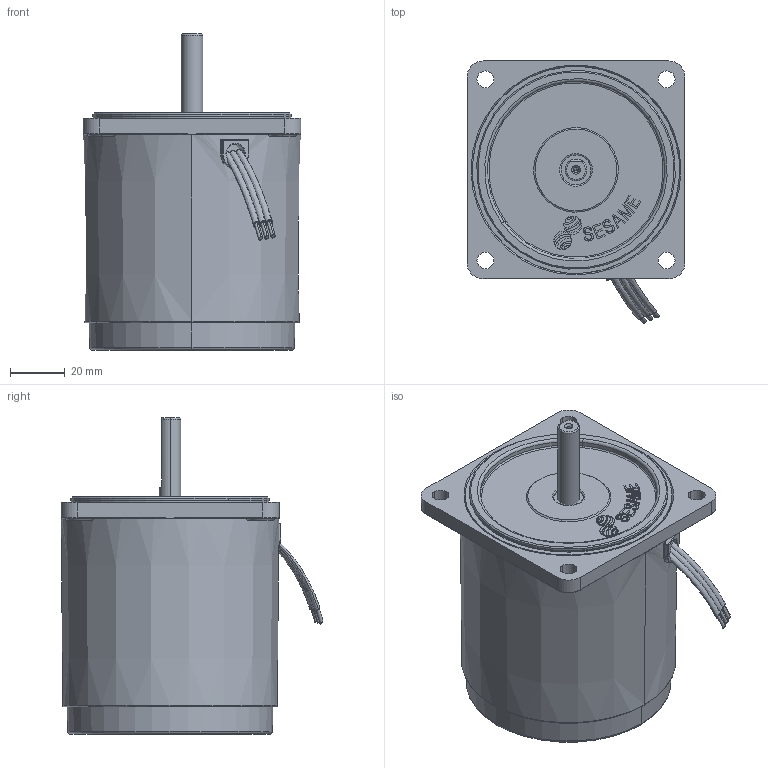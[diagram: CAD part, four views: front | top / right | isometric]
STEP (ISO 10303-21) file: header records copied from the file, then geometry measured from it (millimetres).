
FILE_DESCRIPTION (( 'STEP AP203' ), '1' );
FILE_NAME ('4IK25A-¡¼-5C050¡¼0000Z0.STEP', '2017-10-13T08:22:36', ( '' ), ( '' ), 'SwSTEP 2.0', 'SolidWorks 2010', '' );
FILE_SCHEMA (( 'CONFIG_CONTROL_DESIGN' ));
Length unit declared in the file: millimetre
Products named in the file (6): M425A_成品; 4IK25A-〖-5C050〖0000Z0; C475-C473_C475成品-車工; 25A_3.研磨; 出口線-3條; 線扣
Assembly tree (5 placements, depth 2):
  4IK25A-〖-5C050〖0000Z0
    出口線-3條
    25A_3.研磨
    線扣
    M425A_成品
    C475-C473_C475成品-車工
Bounding box: 80 x 96.12 x 116 mm (x, y, z)
Volume: 419959.3 mm3; surface area: 49666.3 mm2
Topology: 7 solids, 8 shells, 448 faces, 1152 edges, 743 vertices
Faces by surface type: cylinder 192, plane 135, torus 55, bspline 47, cone 15, sphere 4
Entity records: 17706 total; most frequent: CARTESIAN_POINT 5957, DIRECTION 2449, ORIENTED_EDGE 2292, EDGE_CURVE 1146, AXIS2_PLACEMENT_3D 987, VERTEX_POINT 743, CIRCLE 578, EDGE_LOOP 499
